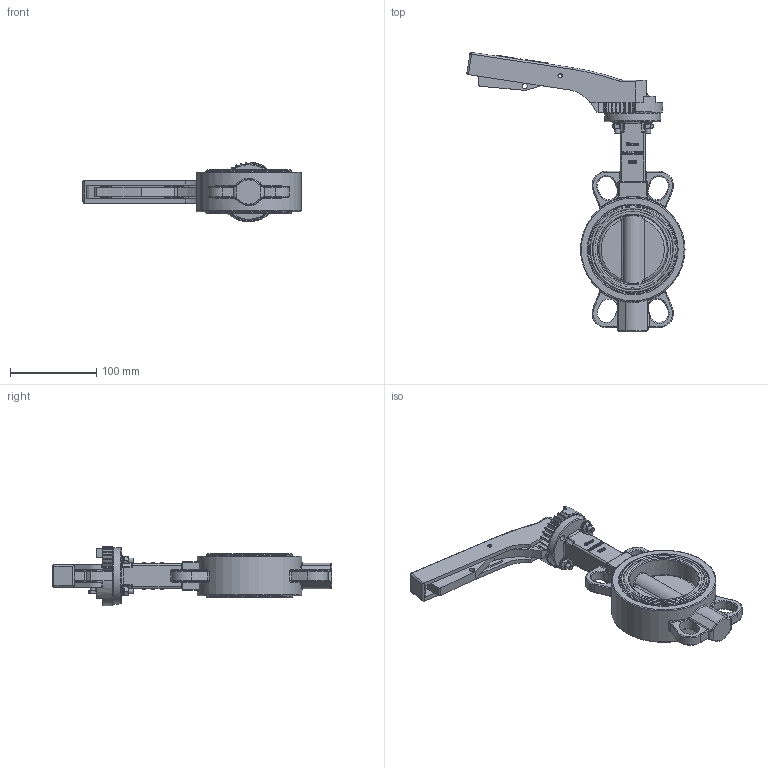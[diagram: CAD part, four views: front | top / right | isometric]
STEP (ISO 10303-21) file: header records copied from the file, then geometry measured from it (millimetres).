
FILE_DESCRIPTION(/* description */ ('1123080'),/* implementation_level */ '2;1');
FILE_NAME(/* name */ '1123080.stp',/* time_stamp */ '2016-04-15T11:05:27+02:00',/* author */ ('jmorand'),/* organization */ ('Sferaco'),/* preprocessor_version */ 'ST-DEVELOPER v16.1',/* originating_system */ 'Autodesk Inventor 2016',/* authorisation */ '');
FILE_SCHEMA (('AUTOMOTIVE_DESIGN { 1 0 10303 214 3 1 1 }'));
Products named in the file (1): 1123080_bd
Bounding box: 252.3 x 323 x 68.85 mm (x, y, z)
Volume: 687551.4 mm3; surface area: 136482.7 mm2
Topology: 1 solids, 2 shells, 1732 faces, 4521 edges, 2895 vertices
Faces by surface type: plane 718, bspline 625, cylinder 260, torus 102, cone 17, sphere 10
Full cylindrical faces by diameter (mm): 4.917 x1, 5 x2, 6 x6, 6.4 x2, 7 x4, 10 x3, 11 x2, 11.5 x2, 17 x1, 24 x1, 65 x1, 80 x1, 100 x2, 103 x2, 121 x1
Entity records: 62240 total; most frequent: CARTESIAN_POINT 22370, ORIENTED_EDGE 8856, DIRECTION 6015, EDGE_CURVE 4428, VERTEX_POINT 2871, LINE 2365, VECTOR 2365, EDGE_LOOP 1933
